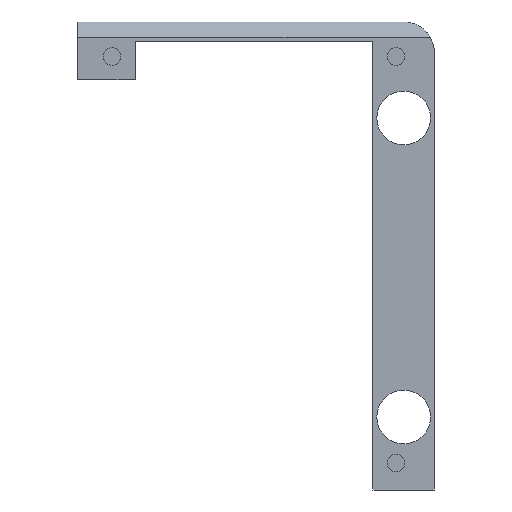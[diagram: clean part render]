
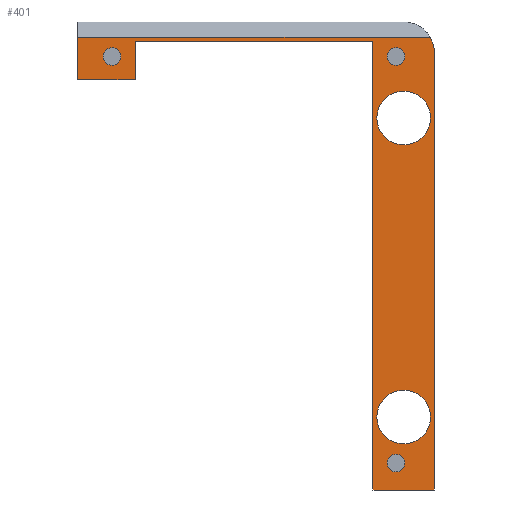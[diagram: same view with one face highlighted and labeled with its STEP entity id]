
A CAD part, front view. The second image highlights one B-rep face of the part: STEP entity #401.
In plain terms, the highlighted planar face has unit normal (0, -1, 0).
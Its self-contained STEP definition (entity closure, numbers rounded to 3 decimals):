
#25=FACE_BOUND('',#81,.T.);
#26=FACE_BOUND('',#82,.T.);
#27=FACE_BOUND('',#83,.T.);
#28=FACE_BOUND('',#84,.T.);
#29=FACE_BOUND('',#85,.T.);
#35=CIRCLE('',#442,4.);
#36=CIRCLE('',#443,3.5);
#37=CIRCLE('',#444,3.5);
#38=CIRCLE('',#445,1.15);
#39=CIRCLE('',#446,1.15);
#40=CIRCLE('',#447,1.15);
#54=FACE_OUTER_BOUND('',#80,.T.);
#80=EDGE_LOOP('',(#279,#280,#281,#282,#283,#284,#285,#286,#287));
#81=EDGE_LOOP('',(#288));
#82=EDGE_LOOP('',(#289));
#83=EDGE_LOOP('',(#290));
#84=EDGE_LOOP('',(#291));
#85=EDGE_LOOP('',(#292));
#115=LINE('',#616,#150);
#119=LINE('',#624,#154);
#120=LINE('',#626,#155);
#121=LINE('',#628,#156);
#122=LINE('',#632,#157);
#123=LINE('',#634,#158);
#124=LINE('',#636,#159);
#125=LINE('',#637,#160);
#150=VECTOR('',#489,10.);
#154=VECTOR('',#495,10.);
#155=VECTOR('',#496,10.);
#156=VECTOR('',#497,10.);
#157=VECTOR('',#500,10.);
#158=VECTOR('',#501,10.);
#159=VECTOR('',#502,10.);
#160=VECTOR('',#503,10.);
#185=VERTEX_POINT('',#614);
#186=VERTEX_POINT('',#615);
#189=VERTEX_POINT('',#623);
#190=VERTEX_POINT('',#625);
#191=VERTEX_POINT('',#627);
#192=VERTEX_POINT('',#629);
#193=VERTEX_POINT('',#631);
#194=VERTEX_POINT('',#633);
#195=VERTEX_POINT('',#635);
#196=VERTEX_POINT('',#638);
#197=VERTEX_POINT('',#640);
#198=VERTEX_POINT('',#642);
#199=VERTEX_POINT('',#644);
#200=VERTEX_POINT('',#646);
#221=EDGE_CURVE('',#185,#186,#115,.T.);
#225=EDGE_CURVE('',#189,#185,#119,.T.);
#226=EDGE_CURVE('',#186,#190,#120,.T.);
#227=EDGE_CURVE('',#190,#191,#121,.T.);
#228=EDGE_CURVE('',#192,#191,#35,.T.);
#229=EDGE_CURVE('',#193,#192,#122,.T.);
#230=EDGE_CURVE('',#193,#194,#123,.T.);
#231=EDGE_CURVE('',#195,#194,#124,.T.);
#232=EDGE_CURVE('',#195,#189,#125,.T.);
#233=EDGE_CURVE('',#196,#196,#36,.T.);
#234=EDGE_CURVE('',#197,#197,#37,.T.);
#235=EDGE_CURVE('',#198,#198,#38,.T.);
#236=EDGE_CURVE('',#199,#199,#39,.T.);
#237=EDGE_CURVE('',#200,#200,#40,.T.);
#279=ORIENTED_EDGE('',*,*,#225,.T.);
#280=ORIENTED_EDGE('',*,*,#221,.T.);
#281=ORIENTED_EDGE('',*,*,#226,.T.);
#282=ORIENTED_EDGE('',*,*,#227,.T.);
#283=ORIENTED_EDGE('',*,*,#228,.F.);
#284=ORIENTED_EDGE('',*,*,#229,.F.);
#285=ORIENTED_EDGE('',*,*,#230,.T.);
#286=ORIENTED_EDGE('',*,*,#231,.F.);
#287=ORIENTED_EDGE('',*,*,#232,.T.);
#288=ORIENTED_EDGE('',*,*,#233,.F.);
#289=ORIENTED_EDGE('',*,*,#234,.F.);
#290=ORIENTED_EDGE('',*,*,#235,.T.);
#291=ORIENTED_EDGE('',*,*,#236,.T.);
#292=ORIENTED_EDGE('',*,*,#237,.T.);
#384=PLANE('',#441);
#401=ADVANCED_FACE('',(#54,#25,#26,#27,#28,#29),#384,.F.);
#441=AXIS2_PLACEMENT_3D('',#622,#493,#494);
#442=AXIS2_PLACEMENT_3D('',#630,#498,#499);
#443=AXIS2_PLACEMENT_3D('',#639,#504,#505);
#444=AXIS2_PLACEMENT_3D('',#641,#506,#507);
#445=AXIS2_PLACEMENT_3D('',#643,#508,#509);
#446=AXIS2_PLACEMENT_3D('',#645,#510,#511);
#447=AXIS2_PLACEMENT_3D('',#647,#512,#513);
#489=DIRECTION('',(0.,0.,-1.));
#493=DIRECTION('center_axis',(0.,1.,0.));
#494=DIRECTION('ref_axis',(1.,0.,0.));
#495=DIRECTION('',(1.,0.,0.));
#496=DIRECTION('',(1.,0.,0.));
#497=DIRECTION('',(0.,0.,1.));
#498=DIRECTION('center_axis',(0.,1.,0.));
#499=DIRECTION('ref_axis',(0.707,0.,0.707));
#500=DIRECTION('',(1.,0.,0.));
#501=DIRECTION('',(0.,0.,-1.));
#502=DIRECTION('',(-1.,0.,0.));
#503=DIRECTION('',(0.,0.,1.));
#504=DIRECTION('center_axis',(0.,-1.,0.));
#505=DIRECTION('ref_axis',(1.,0.,0.));
#506=DIRECTION('center_axis',(0.,-1.,0.));
#507=DIRECTION('ref_axis',(1.,0.,0.));
#508=DIRECTION('center_axis',(0.,1.,0.));
#509=DIRECTION('ref_axis',(1.,0.,0.));
#510=DIRECTION('center_axis',(0.,1.,0.));
#511=DIRECTION('ref_axis',(1.,0.,0.));
#512=DIRECTION('center_axis',(0.,1.,0.));
#513=DIRECTION('ref_axis',(1.,0.,0.));
#614=CARTESIAN_POINT('',(34.,0.,2.));
#615=CARTESIAN_POINT('',(34.,0.,-56.5));
#616=CARTESIAN_POINT('',(34.,0.,-40.25));
#622=CARTESIAN_POINT('Origin',(18.75,0.,-26.));
#623=CARTESIAN_POINT('',(3.,0.,2.));
#624=CARTESIAN_POINT('',(25.375,0.,2.));
#625=CARTESIAN_POINT('',(42.,0.,-56.5));
#626=CARTESIAN_POINT('',(-4.5,0.,-56.5));
#627=CARTESIAN_POINT('',(42.,0.,0.5));
#628=CARTESIAN_POINT('',(42.,0.,-56.5));
#629=CARTESIAN_POINT('',(41.464,0.,2.5));
#630=CARTESIAN_POINT('Origin',(38.,0.,0.5));
#631=CARTESIAN_POINT('',(-4.5,0.,2.5));
#632=CARTESIAN_POINT('',(7.125,0.,2.5));
#633=CARTESIAN_POINT('',(-4.5,0.,-3.));
#634=CARTESIAN_POINT('',(-4.5,0.,4.5));
#635=CARTESIAN_POINT('',(3.,0.,-3.));
#636=CARTESIAN_POINT('',(32.,0.,-3.));
#637=CARTESIAN_POINT('',(3.,0.,-13.));
#638=CARTESIAN_POINT('',(34.5,0.,-8.));
#639=CARTESIAN_POINT('Origin',(38.,0.,-8.));
#640=CARTESIAN_POINT('',(34.5,0.,-47.));
#641=CARTESIAN_POINT('Origin',(38.,0.,-47.));
#642=CARTESIAN_POINT('',(35.85,0.,-53.));
#643=CARTESIAN_POINT('Origin',(37.,0.,-53.));
#644=CARTESIAN_POINT('',(35.85,0.,0.));
#645=CARTESIAN_POINT('Origin',(37.,0.,0.));
#646=CARTESIAN_POINT('',(-1.15,0.,0.));
#647=CARTESIAN_POINT('Origin',(0.,0.,0.));
